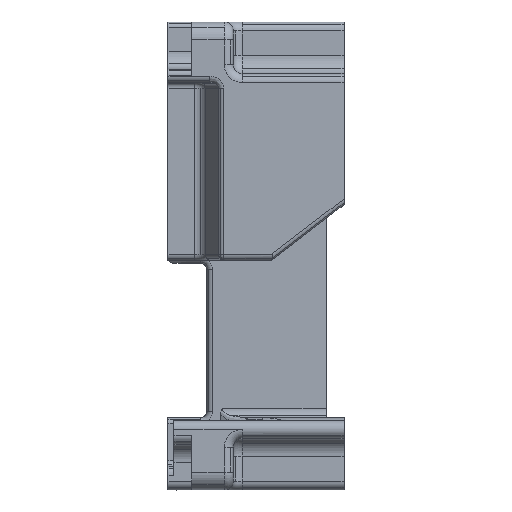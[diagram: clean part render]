
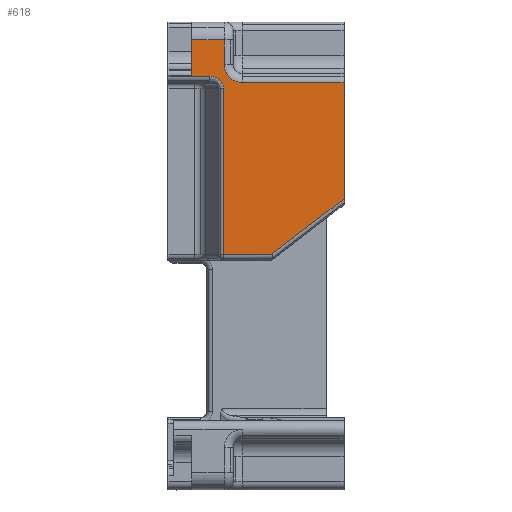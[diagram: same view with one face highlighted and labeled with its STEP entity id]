
A CAD part, left-side view. The second image highlights one B-rep face of the part: STEP entity #618.
In plain terms, the highlighted planar face has unit normal (-1, 0, 0).
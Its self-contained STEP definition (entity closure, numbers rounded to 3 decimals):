
#618=ADVANCED_FACE('0:1154',(#1772),#1773,.T.);
#1772=FACE_OUTER_BOUND('',#16915,.T.);
#1773=PLANE('',#16916);
#16915=EDGE_LOOP('',(#21487,#21488,#21489,#21490,#21491,#21492,#21493,#21494,#21495,#21496,#21497,#21498,#21499));
#16916=AXIS2_PLACEMENT_3D('',#21500,#21501,#21502);
#21487=ORIENTED_EDGE('',*,*,#23005,.F.);
#21488=ORIENTED_EDGE('',*,*,#23003,.F.);
#21489=ORIENTED_EDGE('',*,*,#23025,.F.);
#21490=ORIENTED_EDGE('',*,*,#23000,.F.);
#21491=ORIENTED_EDGE('',*,*,#22999,.F.);
#21492=ORIENTED_EDGE('',*,*,#22996,.F.);
#21493=ORIENTED_EDGE('',*,*,#21693,.F.);
#21494=ORIENTED_EDGE('',*,*,#22990,.F.);
#21495=ORIENTED_EDGE('',*,*,#23045,.F.);
#21496=ORIENTED_EDGE('',*,*,#22339,.F.);
#21497=ORIENTED_EDGE('',*,*,#23046,.F.);
#21498=ORIENTED_EDGE('',*,*,#23006,.F.);
#21499=ORIENTED_EDGE('',*,*,#21697,.F.);
#21500=CARTESIAN_POINT('',(-0.2,-7.3,39.25));
#21501=DIRECTION('',(-1.0,-0.0,0.0));
#21502=DIRECTION('',(0.0,-0.0,-1.0));
#21693=EDGE_CURVE('0:3827',#23346,#23348,#23349,.T.);
#21697=EDGE_CURVE('0:3794',#23354,#23356,#23357,.T.);
#22339=EDGE_CURVE('0:1334',#24534,#24536,#24537,.T.);
#22990=EDGE_CURVE('0:3809',#25423,#23346,#25425,.T.);
#22996=EDGE_CURVE('0:3833',#23348,#25433,#25434,.T.);
#22999=EDGE_CURVE('0:3839',#25433,#25436,#25438,.T.);
#23000=EDGE_CURVE('0:3845',#25436,#25439,#25440,.T.);
#23003=EDGE_CURVE('0:3851',#25442,#25444,#25445,.T.);
#23005=EDGE_CURVE('0:3857',#25444,#23354,#25447,.T.);
#23006=EDGE_CURVE('0:3863',#23356,#25448,#25449,.T.);
#23025=EDGE_CURVE('0:3923',#25439,#25442,#25470,.T.);
#23045=EDGE_CURVE('0:4037',#24536,#25423,#25490,.T.);
#23046=EDGE_CURVE('0:4040',#25448,#24534,#25491,.T.);
#23346=VERTEX_POINT('',#26059);
#23348=VERTEX_POINT('',#26061);
#23349=LINE('',#26062,#26063);
#23354=VERTEX_POINT('',#26069);
#23356=VERTEX_POINT('',#26071);
#23357=LINE('',#26072,#26073);
#24534=VERTEX_POINT('',#28372);
#24536=VERTEX_POINT('',#28374);
#24537=LINE('',#28375,#28376);
#25423=VERTEX_POINT('',#30872);
#25425=LINE('',#30874,#30875);
#25433=VERTEX_POINT('',#30886);
#25434=LINE('',#30887,#30888);
#25436=VERTEX_POINT('',#30890);
#25438=CIRCLE('',#30892,3.0);
#25439=VERTEX_POINT('',#30893);
#25440=LINE('',#30894,#30895);
#25442=VERTEX_POINT('',#30897);
#25444=VERTEX_POINT('',#30899);
#25445=LINE('',#30900,#30901);
#25447=LINE('',#30924,#30925);
#25448=VERTEX_POINT('',#30926);
#25449=ELLIPSE('',#30927,2.339,2.);
#25470=LINE('',#30955,#30956);
#25490=LINE('',#30993,#30994);
#25491=LINE('',#30995,#30996);
#26059=CARTESIAN_POINT('',(-0.2,-7.3,75.7));
#26061=CARTESIAN_POINT('',(-0.2,-12.8,75.7));
#26062=CARTESIAN_POINT('',(-0.2,-7.3,75.7));
#26063=VECTOR('',#31268,1.0);
#26069=CARTESIAN_POINT('',(-0.2,-12.681,39.55));
#26071=CARTESIAN_POINT('',(-0.2,-12.681,67.553));
#26072=CARTESIAN_POINT('',(-0.2,-12.681,43.66));
#26073=VECTOR('',#31276,1.0);
#28372=CARTESIAN_POINT('',(-0.2,-3.3,69.552));
#28374=CARTESIAN_POINT('',(-0.2,-3.3,69.753));
#28375=CARTESIAN_POINT('',(-0.2,-3.3,21.75));
#28376=VECTOR('',#32419,1.0);
#30872=CARTESIAN_POINT('',(-0.2,-7.3,69.753));
#30874=CARTESIAN_POINT('',(-0.2,-7.3,21.75));
#30875=VECTOR('',#33569,1.0);
#30886=CARTESIAN_POINT('',(-0.2,-12.8,71.5));
#30887=CARTESIAN_POINT('',(-0.2,-12.8,21.75));
#30888=VECTOR('',#33579,1.0);
#30890=CARTESIAN_POINT('',(-0.2,-15.8,68.5));
#30892=AXIS2_PLACEMENT_3D('',#33586,#33587,#33588);
#30893=CARTESIAN_POINT('',(-0.2,-32.98,68.5));
#30894=CARTESIAN_POINT('',(-0.2,-10.8,68.5));
#30895=VECTOR('',#33589,1.0);
#30897=CARTESIAN_POINT('',(-0.2,-32.98,48.891));
#30899=CARTESIAN_POINT('',(-0.2,-20.82,39.55));
#30900=CARTESIAN_POINT('',(-0.2,-15.001,35.08));
#30901=VECTOR('',#33596,1.0);
#30924=CARTESIAN_POINT('',(-0.2,-5.8,39.55));
#30925=VECTOR('',#33597,1.0);
#30926=CARTESIAN_POINT('',(-0.2,-10.343,69.552));
#30927=AXIS2_PLACEMENT_3D('',#33598,#33599,#33600);
#30955=CARTESIAN_POINT('',(-0.2,-32.98,54.875));
#30956=VECTOR('',#33641,1.0);
#30993=CARTESIAN_POINT('',(-0.2,-7.3,69.753));
#30994=VECTOR('',#33665,1.0);
#30995=CARTESIAN_POINT('',(-0.2,-7.3,69.552));
#30996=VECTOR('',#33666,1.0);
#31268=DIRECTION('',(0.0,-1.0,0.0));
#31276=DIRECTION('',(0.0,0.0,1.0));
#32419=DIRECTION('',(0.0,0.0,1.0));
#33569=DIRECTION('',(0.0,0.0,1.0));
#33579=DIRECTION('',(-0.0,-0.0,-1.0));
#33586=CARTESIAN_POINT('',(-0.2,-15.8,71.5));
#33587=DIRECTION('',(-1.0,0.0,0.0));
#33588=DIRECTION('',(0.0,0.707,-0.707));
#33589=DIRECTION('',(-0.0,-1.0,-0.0));
#33596=DIRECTION('',(0.0,0.793,-0.609));
#33597=DIRECTION('',(0.0,1.0,0.0));
#33598=CARTESIAN_POINT('',(-0.2,-10.343,67.553));
#33599=DIRECTION('',(-1.0,-0.0,0.0));
#33600=DIRECTION('',(0.0,-1.0,0.));
#33641=DIRECTION('',(0.0,0.0,-1.0));
#33665=DIRECTION('',(0.0,-1.0,0.0));
#33666=DIRECTION('',(0.0,1.0,0.0));
